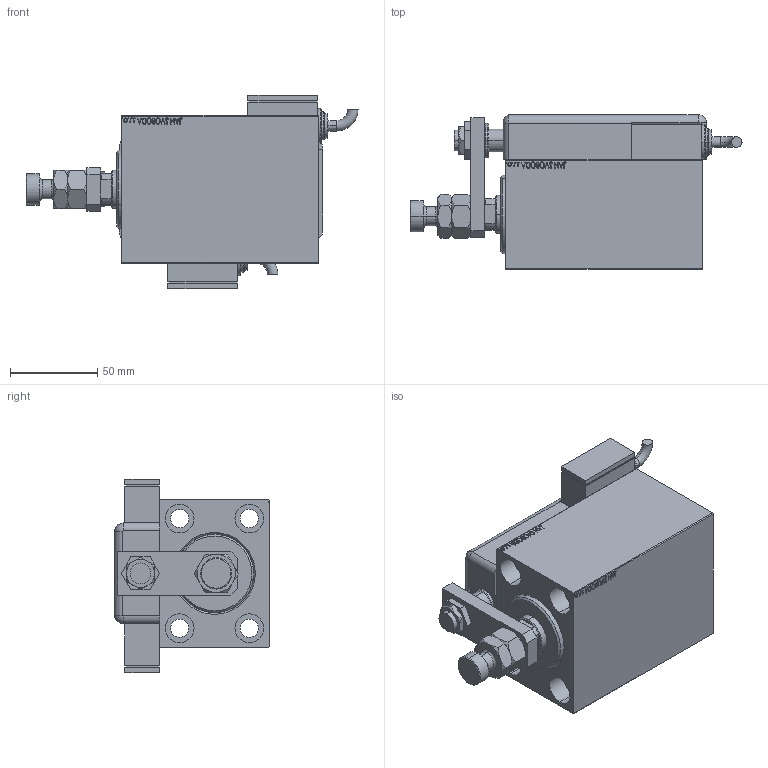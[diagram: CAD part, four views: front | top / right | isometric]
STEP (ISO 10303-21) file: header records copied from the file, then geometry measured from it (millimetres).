
FILE_DESCRIPTION (( 'STEP AP203' ), '1' );
FILE_NAME ('65a6.STEP', '2021-03-19T05:11:57', ( '' ), ( '' ), 'SwSTEP 2.0', 'SolidWorks 2019', '' );
FILE_SCHEMA (( 'CONFIG_CONTROL_DESIGN' ));
Length unit declared in the file: millimetre
Products named in the file (14): MAGNETIC SWITCH Q 78ae8accd26c45c0c8dda6c5fcf552b7; NUT_D19 78ae8accd26c45c0c8dda6c5fcf552b7; TYC 78ae8accd26c45c0c8dda6c5fcf552b7; SWITCH DIM A_G 78ae8accd26c45c0c8dda6c5fcf552b7; NUT_D13 78ae8accd26c45c0c8dda6c5fcf552b7; V450CM_C 78ae8accd26c45c0c8dda6c5fcf552b7; KRYT 78ae8accd26c45c0c8dda6c5fcf552b7; V450CM_VC_B 78ae8accd26c45c0c8dda6c5fcf552b7; 65a6; Q_T_W_MFA 78ae8accd26c45c0c8dda6c5fcf552b7; SWITCH_Q_FRONT_BACK 78ae8accd26c45c0c8dda6c5fcf552b7; SWITCH Q 78ae8accd26c45c0c8dda6c5fcf552b7; V450CM_C_VCP 78ae8accd26c45c0c8dda6c5fcf552b7; ZARAZKA_Q 78ae8accd26c45c0c8dda6c5fcf552b7
Assembly tree (14 placements, depth 3):
  65a6
    V450CM_C 78ae8accd26c45c0c8dda6c5fcf552b7
    V450CM_C_VCP 78ae8accd26c45c0c8dda6c5fcf552b7
    V450CM_VC_B 78ae8accd26c45c0c8dda6c5fcf552b7
    MAGNETIC SWITCH Q 78ae8accd26c45c0c8dda6c5fcf552b7
      SWITCH_Q_FRONT_BACK 78ae8accd26c45c0c8dda6c5fcf552b7
      TYC 78ae8accd26c45c0c8dda6c5fcf552b7
      ZARAZKA_Q 78ae8accd26c45c0c8dda6c5fcf552b7
      SWITCH DIM A_G 78ae8accd26c45c0c8dda6c5fcf552b7
      NUT_D19 78ae8accd26c45c0c8dda6c5fcf552b7
      NUT_D13 78ae8accd26c45c0c8dda6c5fcf552b7
      KRYT 78ae8accd26c45c0c8dda6c5fcf552b7
      SWITCH Q 78ae8accd26c45c0c8dda6c5fcf552b7  x2
    Q_T_W_MFA 78ae8accd26c45c0c8dda6c5fcf552b7
Bounding box: 190.76 x 88.8 x 111 mm (x, y, z)
Volume: 667890.7 mm3; surface area: 157100.6 mm2
Topology: 14 solids, 14 shells, 1294 faces, 3254 edges, 2137 vertices
Faces by surface type: plane 630, bspline 471, cylinder 115, cone 50, torus 26, sphere 2
Entity records: 61178 total; most frequent: CARTESIAN_POINT 32600, ORIENTED_EDGE 6312, DIRECTION 4050, EDGE_CURVE 3156, VERTEX_POINT 2077, LINE 1840, VECTOR 1840, EDGE_LOOP 1427
